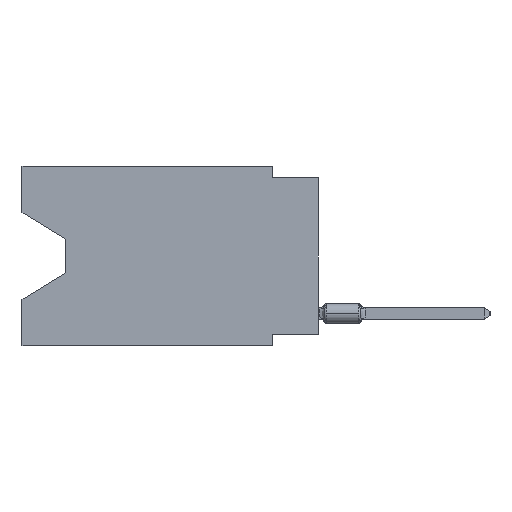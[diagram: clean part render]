
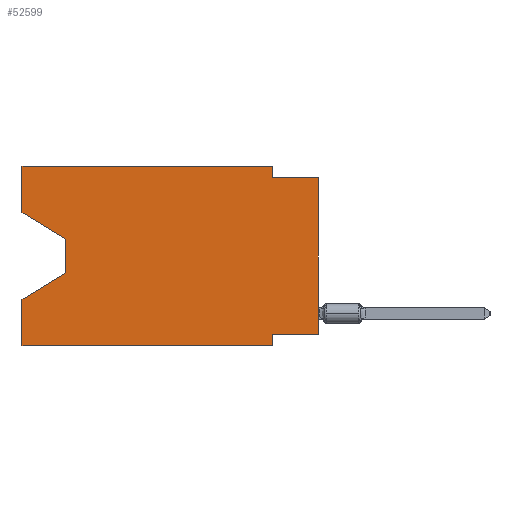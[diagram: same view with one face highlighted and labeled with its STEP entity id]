
A CAD part, left-side view. The second image highlights one B-rep face of the part: STEP entity #52599.
In plain terms, the highlighted planar face has unit normal (-1, 0, 0).
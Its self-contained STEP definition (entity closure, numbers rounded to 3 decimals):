
#196 = DIRECTION ( 'NONE',  ( 0., 0., -1. ) ) ;
#374 = VERTEX_POINT ( 'NONE', #19665 ) ;
#649 = CARTESIAN_POINT ( 'NONE',  ( 0., 16.383, 0. ) ) ;
#841 = CARTESIAN_POINT ( 'NONE',  ( 0., 16.383, 0. ) ) ;
#1396 = VERTEX_POINT ( 'NONE', #35821 ) ;
#1980 = DIRECTION ( 'NONE',  ( 0., 0.855, -0.519 ) ) ;
#3730 = DIRECTION ( 'NONE',  ( 0., 0., 1. ) ) ;
#4943 = EDGE_CURVE ( 'NONE', #1396, #31749, #43974, .T. ) ;
#5230 = CARTESIAN_POINT ( 'NONE',  ( 0., 16.383, -9.906 ) ) ;
#7471 = VECTOR ( 'NONE', #54384, 1000. ) ;
#7567 = VERTEX_POINT ( 'NONE', #47922 ) ;
#7591 = EDGE_CURVE ( 'NONE', #59057, #61909, #57666, .T. ) ;
#7802 = DIRECTION ( 'NONE',  ( 0., -1., 0. ) ) ;
#8749 = CARTESIAN_POINT ( 'NONE',  ( 0., 16.383, 0. ) ) ;
#9002 = VECTOR ( 'NONE', #33794, 1000. ) ;
#9643 = DIRECTION ( 'NONE',  ( 1., 0., 0. ) ) ;
#9840 = EDGE_CURVE ( 'NONE', #47939, #56031, #13156, .T. ) ;
#10505 = ORIENTED_EDGE ( 'NONE', *, *, #56845, .F. ) ;
#11220 = CARTESIAN_POINT ( 'NONE',  ( 0., 0., 0. ) ) ;
#12167 = EDGE_CURVE ( 'NONE', #59517, #7567, #49661, .T. ) ;
#13156 = LINE ( 'NONE', #8749, #38334 ) ;
#13365 = CARTESIAN_POINT ( 'NONE',  ( 0., 2.54, -9.271 ) ) ;
#13638 = ORIENTED_EDGE ( 'NONE', *, *, #7591, .F. ) ;
#13656 = EDGE_CURVE ( 'NONE', #7567, #374, #40076, .T. ) ;
#14025 = CARTESIAN_POINT ( 'NONE',  ( 0., 2.54, 0. ) ) ;
#16588 = AXIS2_PLACEMENT_3D ( 'NONE', #841, #9643, #28798 ) ;
#16861 = VECTOR ( 'NONE', #34098, 1000. ) ;
#19115 = EDGE_LOOP ( 'NONE', ( #55739, #19976, #29443, #41893, #21432, #13638, #23956, #50326, #55508, #10505, #44608, #38255 ) ) ;
#19665 = CARTESIAN_POINT ( 'NONE',  ( 0., 13.97, -5.893 ) ) ;
#19976 = ORIENTED_EDGE ( 'NONE', *, *, #13656, .T. ) ;
#20317 = FACE_OUTER_BOUND ( 'NONE', #19115, .T. ) ;
#20831 = VECTOR ( 'NONE', #196, 1000. ) ;
#21432 = ORIENTED_EDGE ( 'NONE', *, *, #23031, .T. ) ;
#21624 = LINE ( 'NONE', #49565, #51273 ) ;
#22227 = VECTOR ( 'NONE', #1980, 1000. ) ;
#23031 = EDGE_CURVE ( 'NONE', #47939, #61909, #21624, .T. ) ;
#23956 = ORIENTED_EDGE ( 'NONE', *, *, #43713, .F. ) ;
#25993 = VECTOR ( 'NONE', #52324, 1000. ) ;
#26157 = DIRECTION ( 'NONE',  ( 0., -1., 0. ) ) ;
#26546 = CARTESIAN_POINT ( 'NONE',  ( 0., 2.54, -9.906 ) ) ;
#28798 = DIRECTION ( 'NONE',  ( 0., 0., -1. ) ) ;
#29099 = CARTESIAN_POINT ( 'NONE',  ( 0., 2.54, -9.906 ) ) ;
#29410 = LINE ( 'NONE', #32868, #9002 ) ;
#29443 = ORIENTED_EDGE ( 'NONE', *, *, #47755, .T. ) ;
#30539 = CARTESIAN_POINT ( 'NONE',  ( 0., 16.383, -2.546 ) ) ;
#30576 = CARTESIAN_POINT ( 'NONE',  ( 0., 13.97, -5.893 ) ) ;
#30675 = CARTESIAN_POINT ( 'NONE',  ( 0., 0., -9.271 ) ) ;
#31186 = LINE ( 'NONE', #30576, #22227 ) ;
#31494 = CARTESIAN_POINT ( 'NONE',  ( 0., 0., -0.635 ) ) ;
#31749 = VERTEX_POINT ( 'NONE', #53788 ) ;
#32868 = CARTESIAN_POINT ( 'NONE',  ( 0., 16.383, 0. ) ) ;
#33175 = LINE ( 'NONE', #14025, #25993 ) ;
#33781 = CARTESIAN_POINT ( 'NONE',  ( 0., 0., -9.271 ) ) ;
#33794 = DIRECTION ( 'NONE',  ( 0., 0., 1. ) ) ;
#34098 = DIRECTION ( 'NONE',  ( 0., 1., 0. ) ) ;
#34645 = CARTESIAN_POINT ( 'NONE',  ( 0., 0., -0.635 ) ) ;
#34754 = VERTEX_POINT ( 'NONE', #30675 ) ;
#34782 = DIRECTION ( 'NONE',  ( 0., 0., 1. ) ) ;
#35821 = CARTESIAN_POINT ( 'NONE',  ( 0., 16.383, 0. ) ) ;
#37136 = CARTESIAN_POINT ( 'NONE',  ( 0., 16.383, -2.546 ) ) ;
#38255 = ORIENTED_EDGE ( 'NONE', *, *, #45825, .F. ) ;
#38334 = VECTOR ( 'NONE', #3730, 1000. ) ;
#38695 = VECTOR ( 'NONE', #49511, 1000. ) ;
#39557 = VECTOR ( 'NONE', #39558, 1000. ) ;
#39558 = DIRECTION ( 'NONE',  ( 0., -1., 0. ) ) ;
#40072 = LINE ( 'NONE', #11220, #55389 ) ;
#40076 = LINE ( 'NONE', #44188, #38695 ) ;
#41893 = ORIENTED_EDGE ( 'NONE', *, *, #9840, .F. ) ;
#43713 = EDGE_CURVE ( 'NONE', #34754, #59057, #57646, .T. ) ;
#43974 = LINE ( 'NONE', #649, #39557 ) ;
#44188 = CARTESIAN_POINT ( 'NONE',  ( 0., 13.97, -4.013 ) ) ;
#44608 = ORIENTED_EDGE ( 'NONE', *, *, #4943, .F. ) ;
#44721 = VERTEX_POINT ( 'NONE', #34645 ) ;
#45825 = EDGE_CURVE ( 'NONE', #59517, #1396, #29410, .T. ) ;
#46587 = EDGE_CURVE ( 'NONE', #52337, #44721, #50622, .T. ) ;
#47755 = EDGE_CURVE ( 'NONE', #374, #56031, #31186, .T. ) ;
#47922 = CARTESIAN_POINT ( 'NONE',  ( 0., 13.97, -4.013 ) ) ;
#47939 = VERTEX_POINT ( 'NONE', #5230 ) ;
#49212 = EDGE_CURVE ( 'NONE', #34754, #44721, #40072, .T. ) ;
#49511 = DIRECTION ( 'NONE',  ( 0., 0., -1. ) ) ;
#49565 = CARTESIAN_POINT ( 'NONE',  ( 0., 16.383, -9.906 ) ) ;
#49661 = LINE ( 'NONE', #30539, #7471 ) ;
#50326 = ORIENTED_EDGE ( 'NONE', *, *, #49212, .T. ) ;
#50622 = LINE ( 'NONE', #31494, #60207 ) ;
#51273 = VECTOR ( 'NONE', #7802, 1000. ) ;
#52324 = DIRECTION ( 'NONE',  ( 0., 0., -1. ) ) ;
#52337 = VERTEX_POINT ( 'NONE', #55543 ) ;
#52599 = ADVANCED_FACE ( 'NONE', ( #20317 ), #57684, .F. ) ;
#53788 = CARTESIAN_POINT ( 'NONE',  ( 0., 2.54, 0. ) ) ;
#54384 = DIRECTION ( 'NONE',  ( 0., -0.855, -0.519 ) ) ;
#55389 = VECTOR ( 'NONE', #34782, 1000. ) ;
#55508 = ORIENTED_EDGE ( 'NONE', *, *, #46587, .F. ) ;
#55543 = CARTESIAN_POINT ( 'NONE',  ( 0., 2.54, -0.635 ) ) ;
#55739 = ORIENTED_EDGE ( 'NONE', *, *, #12167, .T. ) ;
#56031 = VERTEX_POINT ( 'NONE', #61938 ) ;
#56845 = EDGE_CURVE ( 'NONE', #31749, #52337, #33175, .T. ) ;
#57646 = LINE ( 'NONE', #33781, #16861 ) ;
#57666 = LINE ( 'NONE', #29099, #20831 ) ;
#57684 = PLANE ( 'NONE',  #16588 ) ;
#59057 = VERTEX_POINT ( 'NONE', #13365 ) ;
#59517 = VERTEX_POINT ( 'NONE', #37136 ) ;
#60207 = VECTOR ( 'NONE', #26157, 1000. ) ;
#61909 = VERTEX_POINT ( 'NONE', #26546 ) ;
#61938 = CARTESIAN_POINT ( 'NONE',  ( 0., 16.383, -7.36 ) ) ;
